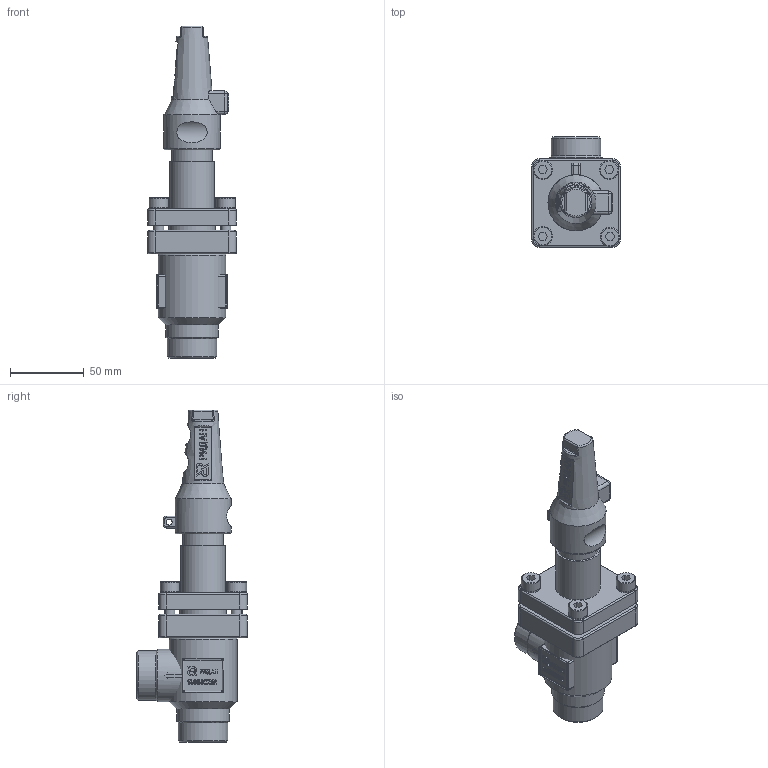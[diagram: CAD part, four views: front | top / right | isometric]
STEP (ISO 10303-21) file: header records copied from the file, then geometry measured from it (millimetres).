
FILE_DESCRIPTION(('TFLEX Exchange Step'),'2;1');
FILE_NAME('148B8025R.stp', '2024-05-13T16:10:01+03:00',('RUCO2978'),('Unknown organisation'),'TFLEX Exchange 2022.1','T-FLEX CAD','Unknown authorisation');
FILE_SCHEMA( ('AP242_MANAGED_MODEL_BASED_3D_ENGINEERING_MIM_LF {1 0 10303 442 1 1 4 }') );
Length unit declared in the file: millimetre
Products named in the file (4): Болт; Корпус 25 D ANG; Тело_8 - Тело_16 - Body_Ang__Тело__Тело_16 - Body_Ang__Тело_5; сборка SCA25 D ANG
Assembly tree (6 placements, depth 2):
  сборка SCA25 D ANG
    Болт  x4
    Корпус 25 D ANG
    Тело_8 - Тело_16 - Body_Ang__Тело__Тело_16 - Body_Ang__Тело_5
Bounding box: 60 x 75 x 225 mm (x, y, z)
Volume: 267457.3 mm3; surface area: 87412.4 mm2
Topology: 53 solids, 55 shells, 948 faces, 2396 edges, 1561 vertices
Faces by surface type: plane 460, bspline 291, cylinder 132, torus 44, cone 13, sphere 8
Full cylindrical faces by diameter (mm): 4 x1, 6.8 x5, 7 x4, 9 x4, 12 x1, 13 x10, 18 x1, 24.5 x2, 27.6 x1, 28 x3, 30.4 x1, 31.32 x1, 33.7 x2, 35.5 x2, 38 x1, 46 x1
Entity records: 30900 total; most frequent: CARTESIAN_POINT 10760, ORIENTED_EDGE 4510, DIRECTION 3036, EDGE_CURVE 2259, VERTEX_POINT 1481, VECTOR 1188, LINE 1188, EDGE_LOOP 962
